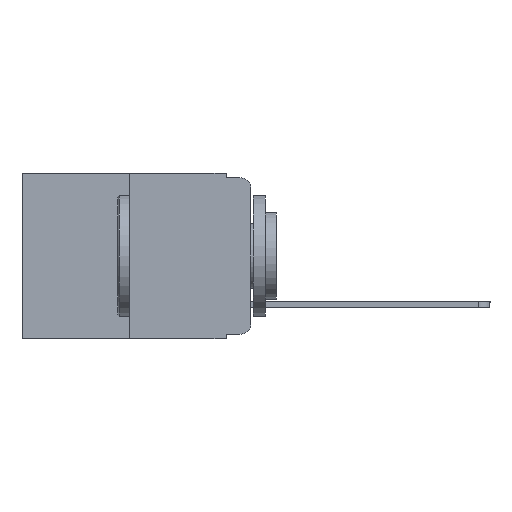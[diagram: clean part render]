
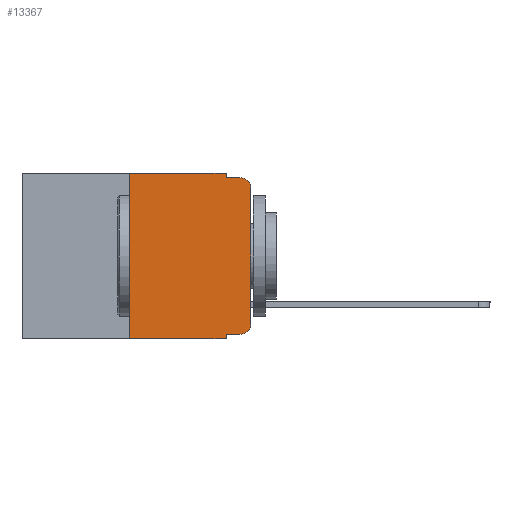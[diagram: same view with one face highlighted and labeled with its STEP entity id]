
A CAD part, left-side view. The second image highlights one B-rep face of the part: STEP entity #13367.
In plain terms, the highlighted planar face has unit normal (-1, 0, 0).
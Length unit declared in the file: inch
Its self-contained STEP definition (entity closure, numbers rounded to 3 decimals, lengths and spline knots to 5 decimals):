
#212 = EDGE_CURVE ( 'NONE', #15324, #2074, #2724, .T. ) ;
#675 = EDGE_CURVE ( 'NONE', #4088, #8953, #1528, .T. ) ;
#971 = ORIENTED_EDGE ( 'NONE', *, *, #2442, .T. ) ;
#1528 = LINE ( 'NONE', #15234, #10285 ) ;
#1610 = EDGE_CURVE ( 'NONE', #6090, #5073, #14670, .T. ) ;
#1680 = DIRECTION ( 'NONE',  ( 0., 0., -1. ) ) ;
#1681 = AXIS2_PLACEMENT_3D ( 'NONE', #11551, #8807, #3637 ) ;
#2074 = VERTEX_POINT ( 'NONE', #7369 ) ;
#2442 = EDGE_CURVE ( 'NONE', #14529, #6090, #6936, .T. ) ;
#2724 = LINE ( 'NONE', #15339, #12118 ) ;
#2794 = LINE ( 'NONE', #11885, #15488 ) ;
#3057 = EDGE_CURVE ( 'NONE', #8489, #15324, #6351, .T. ) ;
#3134 = DIRECTION ( 'NONE',  ( 0., -1., 0. ) ) ;
#3637 = DIRECTION ( 'NONE',  ( 0., 0., -1. ) ) ;
#3824 = LINE ( 'NONE', #8918, #12350 ) ;
#3864 = LINE ( 'NONE', #8952, #9951 ) ;
#4088 = VERTEX_POINT ( 'NONE', #8218 ) ;
#4126 = ORIENTED_EDGE ( 'NONE', *, *, #11498, .T. ) ;
#4273 = DIRECTION ( 'NONE',  ( -1., 0., 0. ) ) ;
#4368 = DIRECTION ( 'NONE',  ( 0., 0., -1. ) ) ;
#4549 = DIRECTION ( 'NONE',  ( 0., 0., 1. ) ) ;
#4834 = CARTESIAN_POINT ( 'NONE',  ( 0., 0.25, 0. ) ) ;
#4942 = DIRECTION ( 'NONE',  ( 0., 0., 1. ) ) ;
#5073 = VERTEX_POINT ( 'NONE', #16452 ) ;
#5713 = CARTESIAN_POINT ( 'NONE',  ( 0., 0.02, -0.01 ) ) ;
#5967 = CIRCLE ( 'NONE', #1681, 0.02 ) ;
#6090 = VERTEX_POINT ( 'NONE', #12850 ) ;
#6146 = VECTOR ( 'NONE', #4942, 39.37008 ) ;
#6301 = ORIENTED_EDGE ( 'NONE', *, *, #15658, .T. ) ;
#6351 = LINE ( 'NONE', #15297, #14845 ) ;
#6482 = ORIENTED_EDGE ( 'NONE', *, *, #14137, .F. ) ;
#6527 = DIRECTION ( 'NONE',  ( 0., -1., 0. ) ) ;
#6544 = DIRECTION ( 'NONE',  ( 0., -1., 0. ) ) ;
#6781 = CARTESIAN_POINT ( 'NONE',  ( 0., 0.02, -0.313 ) ) ;
#6936 = CIRCLE ( 'NONE', #16283, 0.02 ) ;
#7062 = CARTESIAN_POINT ( 'NONE',  ( 0., 0., 0. ) ) ;
#7279 = LINE ( 'NONE', #16323, #6146 ) ;
#7369 = CARTESIAN_POINT ( 'NONE',  ( 0., 0.051, -0.01 ) ) ;
#7610 = CARTESIAN_POINT ( 'NONE',  ( 0., 0.02, -0.333 ) ) ;
#8081 = ORIENTED_EDGE ( 'NONE', *, *, #13262, .F. ) ;
#8130 = EDGE_CURVE ( 'NONE', #4088, #8489, #7279, .T. ) ;
#8218 = CARTESIAN_POINT ( 'NONE',  ( 0., 0.25, -0.343 ) ) ;
#8489 = VERTEX_POINT ( 'NONE', #4834 ) ;
#8746 = DIRECTION ( 'NONE',  ( 0., -1., 0. ) ) ;
#8807 = DIRECTION ( 'NONE',  ( -1., 0., 0. ) ) ;
#8918 = CARTESIAN_POINT ( 'NONE',  ( 0., 0.051, -0.01 ) ) ;
#8952 = CARTESIAN_POINT ( 'NONE',  ( 0., 0.051, 0. ) ) ;
#8953 = VERTEX_POINT ( 'NONE', #15002 ) ;
#8982 = DIRECTION ( 'NONE',  ( 0., 0., -1. ) ) ;
#9102 = VECTOR ( 'NONE', #4549, 39.37008 ) ;
#9204 = ORIENTED_EDGE ( 'NONE', *, *, #8130, .F. ) ;
#9809 = ORIENTED_EDGE ( 'NONE', *, *, #3057, .F. ) ;
#9951 = VECTOR ( 'NONE', #14045, 39.37008 ) ;
#10285 = VECTOR ( 'NONE', #6544, 39.37008 ) ;
#10834 = CARTESIAN_POINT ( 'NONE',  ( 0., 0.051, 0. ) ) ;
#11498 = EDGE_CURVE ( 'NONE', #5073, #12285, #5967, .T. ) ;
#11551 = CARTESIAN_POINT ( 'NONE',  ( 0., 0.02, -0.03 ) ) ;
#11818 = AXIS2_PLACEMENT_3D ( 'NONE', #15829, #12875, #4368 ) ;
#11885 = CARTESIAN_POINT ( 'NONE',  ( 0., 0.051, -0.333 ) ) ;
#12071 = CARTESIAN_POINT ( 'NONE',  ( 0., 0.051, -0.333 ) ) ;
#12118 = VECTOR ( 'NONE', #8982, 39.37008 ) ;
#12285 = VERTEX_POINT ( 'NONE', #5713 ) ;
#12350 = VECTOR ( 'NONE', #8746, 39.37008 ) ;
#12536 = ORIENTED_EDGE ( 'NONE', *, *, #1610, .T. ) ;
#12556 = VERTEX_POINT ( 'NONE', #12071 ) ;
#12850 = CARTESIAN_POINT ( 'NONE',  ( 0., 0., -0.313 ) ) ;
#12875 = DIRECTION ( 'NONE',  ( 1., 0., 0. ) ) ;
#13007 = ORIENTED_EDGE ( 'NONE', *, *, #212, .F. ) ;
#13262 = EDGE_CURVE ( 'NONE', #12556, #8953, #3864, .T. ) ;
#13367 = ADVANCED_FACE ( 'NONE', ( #15570 ), #15740, .F. ) ;
#14045 = DIRECTION ( 'NONE',  ( 0., 0., -1. ) ) ;
#14137 = EDGE_CURVE ( 'NONE', #2074, #12285, #3824, .T. ) ;
#14493 = EDGE_LOOP ( 'NONE', ( #12536, #4126, #6482, #13007, #9809, #9204, #15755, #8081, #6301, #971 ) ) ;
#14529 = VERTEX_POINT ( 'NONE', #7610 ) ;
#14670 = LINE ( 'NONE', #7062, #9102 ) ;
#14845 = VECTOR ( 'NONE', #6527, 39.37008 ) ;
#15002 = CARTESIAN_POINT ( 'NONE',  ( 0., 0.051, -0.343 ) ) ;
#15234 = CARTESIAN_POINT ( 'NONE',  ( 0., 0.473, -0.343 ) ) ;
#15297 = CARTESIAN_POINT ( 'NONE',  ( 0., 0.473, 0. ) ) ;
#15324 = VERTEX_POINT ( 'NONE', #10834 ) ;
#15339 = CARTESIAN_POINT ( 'NONE',  ( 0., 0.051, 0. ) ) ;
#15488 = VECTOR ( 'NONE', #3134, 39.37008 ) ;
#15570 = FACE_OUTER_BOUND ( 'NONE', #14493, .T. ) ;
#15658 = EDGE_CURVE ( 'NONE', #12556, #14529, #2794, .T. ) ;
#15740 = PLANE ( 'NONE',  #11818 ) ;
#15755 = ORIENTED_EDGE ( 'NONE', *, *, #675, .T. ) ;
#15829 = CARTESIAN_POINT ( 'NONE',  ( 0., 0.473, 0. ) ) ;
#16283 = AXIS2_PLACEMENT_3D ( 'NONE', #6781, #4273, #1680 ) ;
#16323 = CARTESIAN_POINT ( 'NONE',  ( 0., 0.25, 0. ) ) ;
#16452 = CARTESIAN_POINT ( 'NONE',  ( 0., 0., -0.03 ) ) ;
